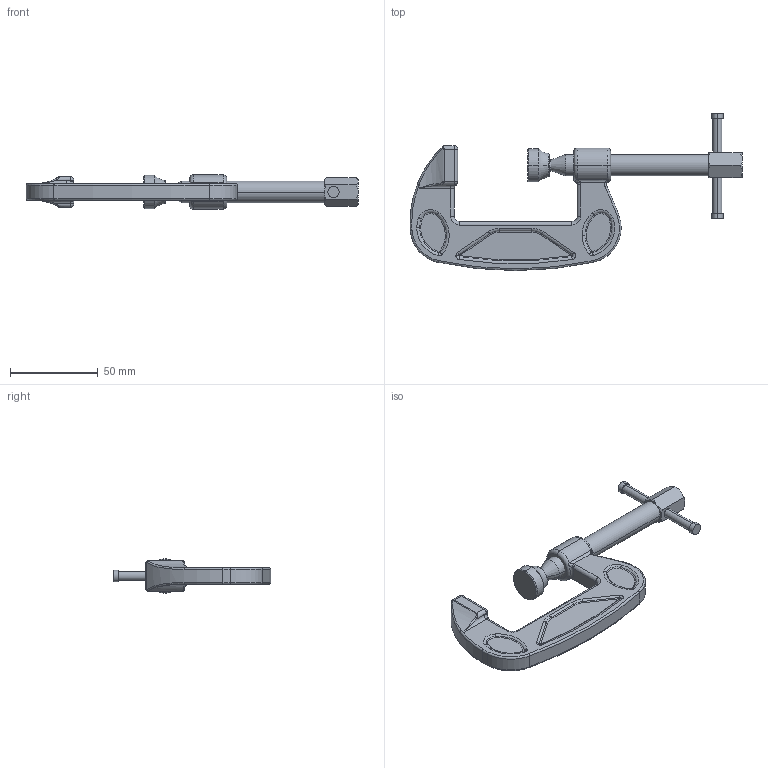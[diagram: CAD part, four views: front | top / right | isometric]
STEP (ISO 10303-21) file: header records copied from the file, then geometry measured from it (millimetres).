
FILE_DESCRIPTION (( 'STEP AP203' ), '1' );
FILE_NAME ('GH-M50.STEP', '2012-04-06T09:00:55', ( 'user' ), ( '' ), 'SwSTEP 2.0', 'SolidWorks 2008', '' );
FILE_SCHEMA (( 'CONFIG_CONTROL_DESIGN' ));
Length unit declared in the file: millimetre
Products named in the file (5): GH-M50; 4m5013_預設; m2501_預設; 4m5070_預設; 4m5059_預設
Assembly tree (4 placements, depth 2):
  GH-M50
    4m5059_預設
    4m5070_預設
    4m5013_預設
    m2501_預設
Bounding box: 188.8 x 89.4 x 19.5 mm (x, y, z)
Volume: 62301.6 mm3; surface area: 21419.5 mm2
Topology: 4 solids, 4 shells, 195 faces, 452 edges, 262 vertices
Faces by surface type: torus 58, cylinder 56, plane 31, bspline 23, cone 14, sphere 13
Entity records: 6958 total; most frequent: CARTESIAN_POINT 2113, DIRECTION 990, ORIENTED_EDGE 878, AXIS2_PLACEMENT_3D 444, EDGE_CURVE 439, CIRCLE 265, VERTEX_POINT 259, EDGE_LOOP 206
